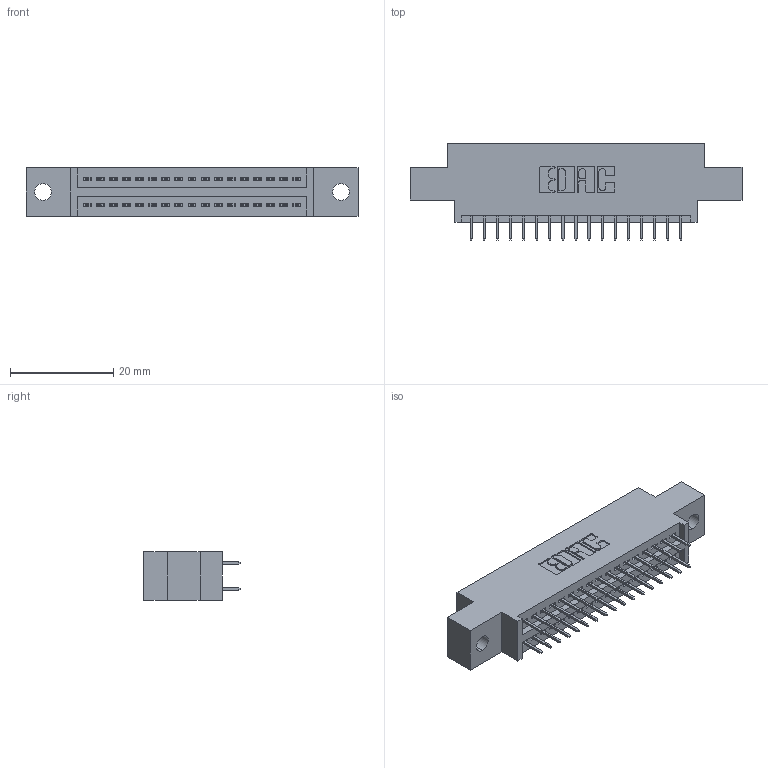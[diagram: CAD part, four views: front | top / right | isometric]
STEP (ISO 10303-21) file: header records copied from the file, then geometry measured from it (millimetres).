
FILE_DESCRIPTION (( 'STEP AP203' ), '1' );
FILE_NAME ('345-034-525-802.STEP', '2020-09-19T15:42:29', ( '' ), ( '' ), 'SwSTEP 2.0', 'SolidWorks 2020', '' );
FILE_SCHEMA (( 'CONFIG_CONTROL_DESIGN' ));
Length unit declared in the file: inch
Products named in the file (3): 345-034-525-802; 345-292-001_345-293-125; 345 Part_0.170 Offset - 0.128 Dia
Assembly tree (35 placements, depth 2):
  345-034-525-802
    345 Part_0.170 Offset - 0.128 Dia
    345-292-001_345-293-125  x34
Bounding box: 64.39 x 18.72 x 9.4 mm (x, y, z)
Volume: 5816.7 mm3; surface area: 7816 mm2
Topology: 35 solids, 35 shells, 1966 faces, 5555 edges, 3566 vertices
Faces by surface type: plane 1410, cylinder 556
Entity records: 16913 total; most frequent: CARTESIAN_POINT 2860, ORIENTED_EDGE 2794, DIRECTION 2553, EDGE_CURVE 1397, VECTOR 1201, LINE 1201, VERTEX_POINT 926, AXIS2_PLACEMENT_3D 676
